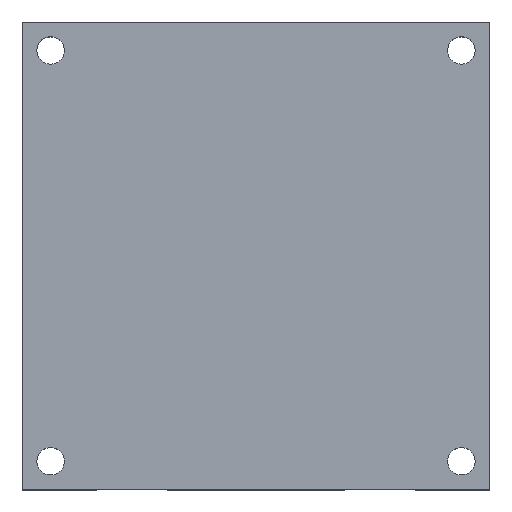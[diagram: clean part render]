
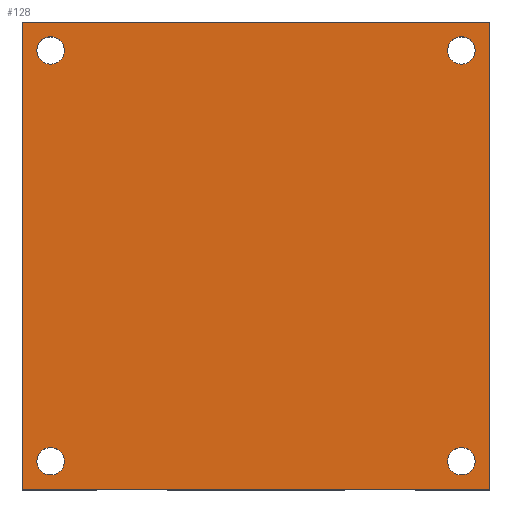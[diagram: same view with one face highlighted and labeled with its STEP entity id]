
A CAD part, top view. The second image highlights one B-rep face of the part: STEP entity #128.
In plain terms, the highlighted planar face has unit normal (0, 0, 1).
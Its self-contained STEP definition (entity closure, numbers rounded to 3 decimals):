
#128 = ADVANCED_FACE( '', ( #276, #277, #278, #279, #280 ), #281, .T. );
#276 = FACE_BOUND( '', #425, .T. );
#277 = FACE_BOUND( '', #426, .T. );
#278 = FACE_OUTER_BOUND( '', #427, .T. );
#279 = FACE_BOUND( '', #428, .T. );
#280 = FACE_BOUND( '', #429, .T. );
#281 = PLANE( '', #430 );
#425 = EDGE_LOOP( '', ( #708 ) );
#426 = EDGE_LOOP( '', ( #709 ) );
#427 = EDGE_LOOP( '', ( #710, #711, #712, #713 ) );
#428 = EDGE_LOOP( '', ( #714 ) );
#429 = EDGE_LOOP( '', ( #715 ) );
#430 = AXIS2_PLACEMENT_3D( '', #716, #717, #718 );
#708 = ORIENTED_EDGE( '', *, *, #875, .F. );
#709 = ORIENTED_EDGE( '', *, *, #815, .T. );
#710 = ORIENTED_EDGE( '', *, *, #810, .F. );
#711 = ORIENTED_EDGE( '', *, *, #876, .F. );
#712 = ORIENTED_EDGE( '', *, *, #850, .F. );
#713 = ORIENTED_EDGE( '', *, *, #804, .F. );
#714 = ORIENTED_EDGE( '', *, *, #856, .F. );
#715 = ORIENTED_EDGE( '', *, *, #854, .T. );
#716 = CARTESIAN_POINT( '', ( -115., -115., 38.5 ) );
#717 = DIRECTION( '', ( 0., 0., 1. ) );
#718 = DIRECTION( '', ( 1., 0., 0. ) );
#804 = EDGE_CURVE( '', #952, #954, #955, .T. );
#810 = EDGE_CURVE( '', #962, #952, #964, .T. );
#815 = EDGE_CURVE( '', #971, #971, #972, .T. );
#850 = EDGE_CURVE( '', #954, #1022, #1023, .T. );
#854 = EDGE_CURVE( '', #1028, #1028, #1029, .T. );
#856 = EDGE_CURVE( '', #1031, #1031, #1032, .T. );
#875 = EDGE_CURVE( '', #1056, #1056, #1057, .T. );
#876 = EDGE_CURVE( '', #1022, #962, #1058, .T. );
#952 = VERTEX_POINT( '', #1213 );
#954 = VERTEX_POINT( '', #1216 );
#955 = LINE( '', #1217, #1218 );
#962 = VERTEX_POINT( '', #1228 );
#964 = LINE( '', #1231, #1232 );
#971 = VERTEX_POINT( '', #1239 );
#972 = CIRCLE( '', #1240, 6.75 );
#1022 = VERTEX_POINT( '', #1367 );
#1023 = LINE( '', #1368, #1369 );
#1028 = VERTEX_POINT( '', #1375 );
#1029 = CIRCLE( '', #1376, 6.75 );
#1031 = VERTEX_POINT( '', #1378 );
#1032 = CIRCLE( '', #1379, 6.75 );
#1056 = VERTEX_POINT( '', #1406 );
#1057 = CIRCLE( '', #1407, 6.75 );
#1058 = LINE( '', #1408, #1409 );
#1213 = CARTESIAN_POINT( '', ( -115., 115., 38.5 ) );
#1216 = CARTESIAN_POINT( '', ( 115., 115., 38.5 ) );
#1217 = CARTESIAN_POINT( '', ( -115., 115., 38.5 ) );
#1218 = VECTOR( '', #1474, 1000. );
#1228 = CARTESIAN_POINT( '', ( -115., -115., 38.5 ) );
#1231 = CARTESIAN_POINT( '', ( -115., -115., 38.5 ) );
#1232 = VECTOR( '', #1479, 1000. );
#1239 = CARTESIAN_POINT( '', ( 101., -94.25, 38.5 ) );
#1240 = AXIS2_PLACEMENT_3D( '', #1486, #1487, #1488 );
#1367 = CARTESIAN_POINT( '', ( 115., -115., 38.5 ) );
#1368 = CARTESIAN_POINT( '', ( 115., 115., 38.5 ) );
#1369 = VECTOR( '', #1526, 1000. );
#1375 = CARTESIAN_POINT( '', ( -101., 107.75, 38.5 ) );
#1376 = AXIS2_PLACEMENT_3D( '', #1531, #1532, #1533 );
#1378 = CARTESIAN_POINT( '', ( -101., -94.25, 38.5 ) );
#1379 = AXIS2_PLACEMENT_3D( '', #1534, #1535, #1536 );
#1406 = CARTESIAN_POINT( '', ( 101., 107.75, 38.5 ) );
#1407 = AXIS2_PLACEMENT_3D( '', #1555, #1556, #1557 );
#1408 = CARTESIAN_POINT( '', ( 115., -115., 38.5 ) );
#1409 = VECTOR( '', #1558, 1000. );
#1474 = DIRECTION( '', ( 1., 0., 0. ) );
#1479 = DIRECTION( '', ( 0., 1., 0. ) );
#1486 = CARTESIAN_POINT( '', ( 101., -101., 38.5 ) );
#1487 = DIRECTION( '', ( 0., 0., -1. ) );
#1488 = DIRECTION( '', ( 0., 1., 0. ) );
#1526 = DIRECTION( '', ( 0., -1., 0. ) );
#1531 = CARTESIAN_POINT( '', ( -101., 101., 38.5 ) );
#1532 = DIRECTION( '', ( 0., 0., -1. ) );
#1533 = DIRECTION( '', ( 0., 1., 0. ) );
#1534 = CARTESIAN_POINT( '', ( -101., -101., 38.5 ) );
#1535 = DIRECTION( '', ( 0., 0., 1. ) );
#1536 = DIRECTION( '', ( 0., 1., 0. ) );
#1555 = CARTESIAN_POINT( '', ( 101., 101., 38.5 ) );
#1556 = DIRECTION( '', ( 0., 0., 1. ) );
#1557 = DIRECTION( '', ( 0., 1., 0. ) );
#1558 = DIRECTION( '', ( -1., 0., 0. ) );
